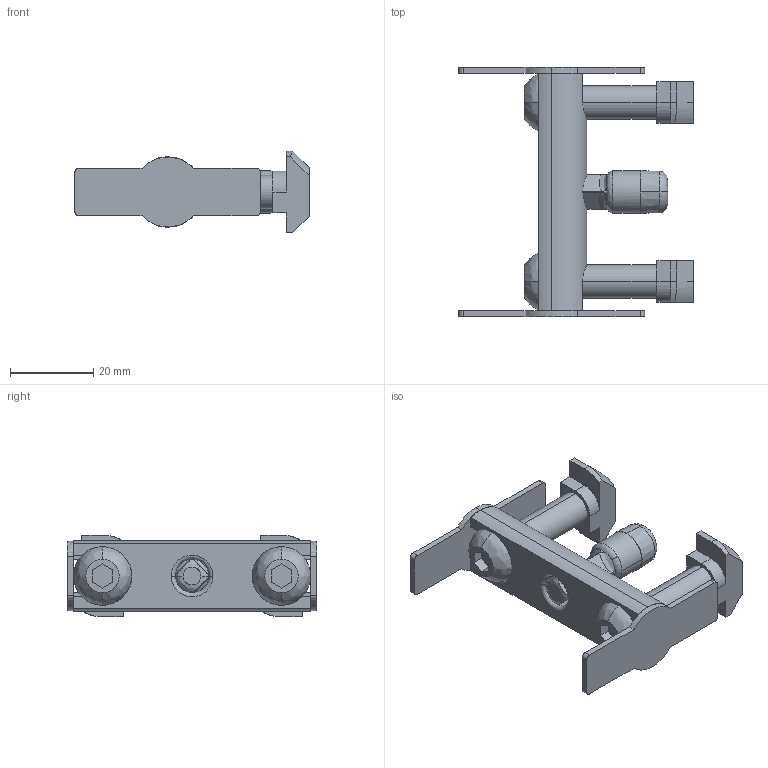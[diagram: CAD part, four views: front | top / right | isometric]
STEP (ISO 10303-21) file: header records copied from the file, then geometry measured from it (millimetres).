
FILE_DESCRIPTION (( 'STEP AP203' ), '1' );
FILE_NAME ('3_842_500_922_Bosch.step', '2024-06-04T13:15:27', ( '' ), ( '' ), 'SwSTEP 2.0', 'SolidWorks 2014', '' );
FILE_SCHEMA (( 'CONFIG_CONTROL_DESIGN' ));
Length unit declared in the file: millimetre
Products named in the file (8): 5_5; 4_5; 3_842_500_922_Bosch; 6_5; 7_5; 1_5; 3_5; 2_5
Assembly tree (7 placements, depth 2):
  3_842_500_922_Bosch
    1_5
    2_5
    3_5
    4_5
    5_5
    6_5
    7_5
Bounding box: 56.27 x 60 x 19.6 mm (x, y, z)
Volume: 16294.6 mm3; surface area: 11124.1 mm2
Topology: 7 solids, 7 shells, 156 faces, 421 edges, 274 vertices
Faces by surface type: plane 82, cylinder 52, bspline 16, cone 6
Entity records: 9201 total; most frequent: CARTESIAN_POINT 4518, ORIENTED_EDGE 834, DIRECTION 777, EDGE_CURVE 417, VERTEX_POINT 274, AXIS2_PLACEMENT_3D 268, LINE 241, VECTOR 241
